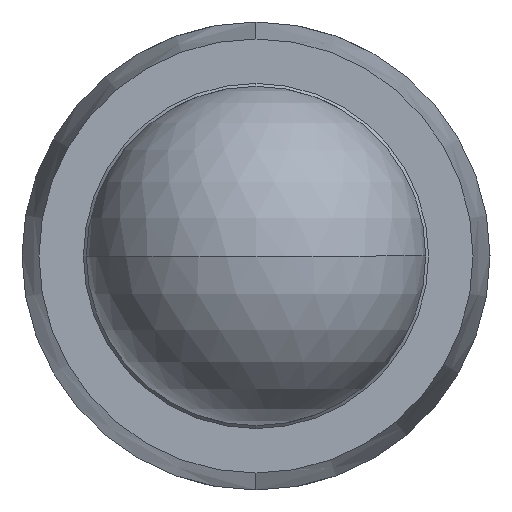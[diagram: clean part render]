
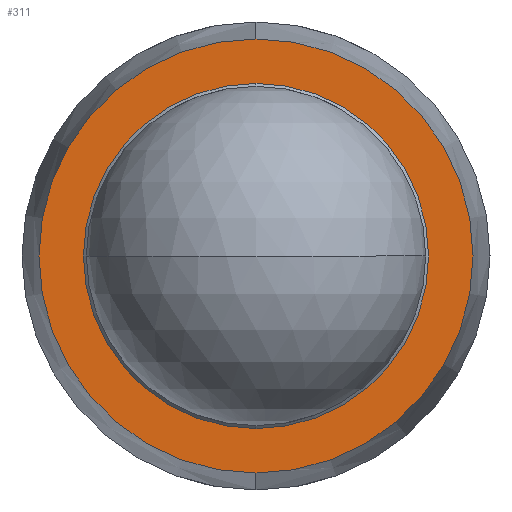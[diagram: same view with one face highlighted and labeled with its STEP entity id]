
A CAD part, left-side view. The second image highlights one B-rep face of the part: STEP entity #311.
In plain terms, the highlighted planar face has unit normal (-1, 0, 0).
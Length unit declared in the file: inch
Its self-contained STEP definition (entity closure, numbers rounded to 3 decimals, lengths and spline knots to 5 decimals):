
#2 = AXIS2_PLACEMENT_3D ( 'NONE', #190, #187, #191 ) ;
#26 = AXIS2_PLACEMENT_3D ( 'NONE', #196, #180, #111 ) ;
#39 = AXIS2_PLACEMENT_3D ( 'NONE', #249, #239, #153 ) ;
#45 = EDGE_CURVE ( 'NONE', #477, #337, #355, .T. ) ;
#57 = EDGE_CURVE ( 'NONE', #488, #341, #464, .T. ) ;
#70 = EDGE_CURVE ( 'NONE', #337, #477, #380, .T. ) ;
#82 = AXIS2_PLACEMENT_3D ( 'NONE', #268, #108, #107 ) ;
#85 = EDGE_CURVE ( 'NONE', #341, #488, #448, .T. ) ;
#91 = AXIS2_PLACEMENT_3D ( 'NONE', #183, #195, #227 ) ;
#107 = DIRECTION ( 'NONE',  ( 0., 0., -1. ) ) ;
#108 = DIRECTION ( 'NONE',  ( 1., 0., 0. ) ) ;
#111 = DIRECTION ( 'NONE',  ( 0., 0., -1. ) ) ;
#116 = CARTESIAN_POINT ( 'NONE',  ( -0.005, 0., -0.0295 ) ) ;
#149 = CARTESIAN_POINT ( 'NONE',  ( -0.005, 0., 0.0295 ) ) ;
#153 = DIRECTION ( 'NONE',  ( 0., 0., 1. ) ) ;
#167 = CARTESIAN_POINT ( 'NONE',  ( -0.005, 0., 0.0371 ) ) ;
#180 = DIRECTION ( 'NONE',  ( 1., 0., 0. ) ) ;
#183 = CARTESIAN_POINT ( 'NONE',  ( -0.005, 0., 0. ) ) ;
#187 = DIRECTION ( 'NONE',  ( 1., 0., 0. ) ) ;
#190 = CARTESIAN_POINT ( 'NONE',  ( -0.005, 0., 0. ) ) ;
#191 = DIRECTION ( 'NONE',  ( 0., 0., -1. ) ) ;
#195 = DIRECTION ( 'NONE',  ( 1., 0., 0. ) ) ;
#196 = CARTESIAN_POINT ( 'NONE',  ( -0.005, 0., 0. ) ) ;
#227 = DIRECTION ( 'NONE',  ( 0., 0., -1. ) ) ;
#239 = DIRECTION ( 'NONE',  ( -1., 0., 0. ) ) ;
#249 = CARTESIAN_POINT ( 'NONE',  ( -0.005, 0.0371, 0. ) ) ;
#256 = PLANE ( 'NONE',  #39 ) ;
#264 = CARTESIAN_POINT ( 'NONE',  ( -0.005, 0., -0.0371 ) ) ;
#268 = CARTESIAN_POINT ( 'NONE',  ( -0.005, 0., 0. ) ) ;
#311 = ADVANCED_FACE ( 'NONE', ( #507, #495 ), #256, .T. ) ;
#331 = ORIENTED_EDGE ( 'NONE', *, *, #57, .T. ) ;
#337 = VERTEX_POINT ( 'NONE', #264 ) ;
#341 = VERTEX_POINT ( 'NONE', #116 ) ;
#345 = ORIENTED_EDGE ( 'NONE', *, *, #85, .T. ) ;
#353 = EDGE_LOOP ( 'NONE', ( #345, #331 ) ) ;
#355 = CIRCLE ( 'NONE', #82, 0.0371 ) ;
#380 = CIRCLE ( 'NONE', #2, 0.0371 ) ;
#433 = ORIENTED_EDGE ( 'NONE', *, *, #70, .F. ) ;
#434 = EDGE_LOOP ( 'NONE', ( #433, #442 ) ) ;
#442 = ORIENTED_EDGE ( 'NONE', *, *, #45, .F. ) ;
#448 = CIRCLE ( 'NONE', #26, 0.0295 ) ;
#464 = CIRCLE ( 'NONE', #91, 0.0295 ) ;
#477 = VERTEX_POINT ( 'NONE', #167 ) ;
#488 = VERTEX_POINT ( 'NONE', #149 ) ;
#495 = FACE_OUTER_BOUND ( 'NONE', #434, .T. ) ;
#507 = FACE_BOUND ( 'NONE', #353, .T. ) ;
